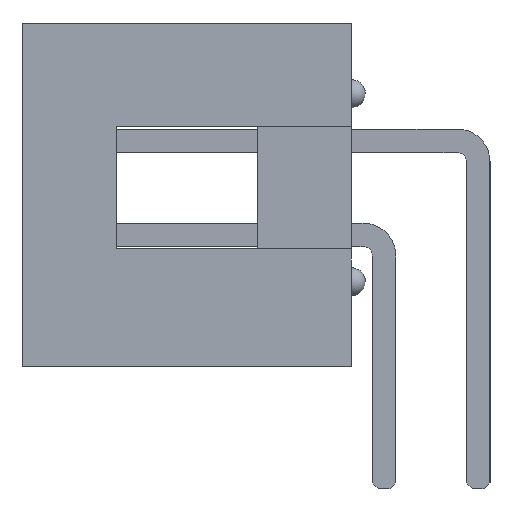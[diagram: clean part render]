
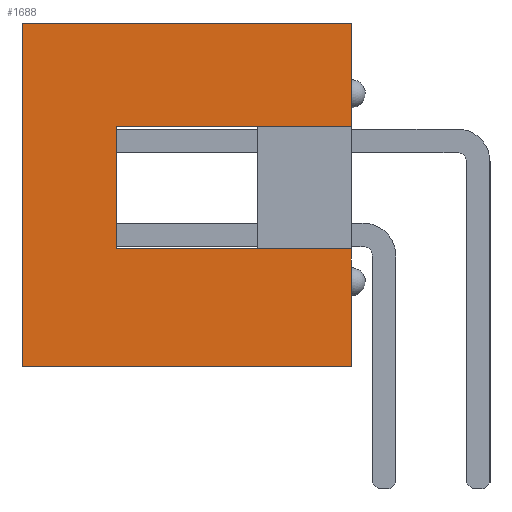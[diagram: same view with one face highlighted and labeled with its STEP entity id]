
A CAD part, left-side view. The second image highlights one B-rep face of the part: STEP entity #1688.
In plain terms, the highlighted planar face has unit normal (-1, 0, 0).
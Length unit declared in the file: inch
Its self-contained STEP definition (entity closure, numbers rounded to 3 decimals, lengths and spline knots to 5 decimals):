
#1688 = ADVANCED_FACE( '', ( #3565 ), #3566, .F. );
#3565 = FACE_OUTER_BOUND( '', #5633, .T. );
#3566 = PLANE( '', #5634 );
#5633 = EDGE_LOOP( '', ( #11173, #11174, #11175, #11176, #11177, #11178, #11179, #11180 ) );
#5634 = AXIS2_PLACEMENT_3D( '', #11181, #11182, #11183 );
#11173 = ORIENTED_EDGE( '', *, *, #15435, .F. );
#11174 = ORIENTED_EDGE( '', *, *, #13090, .F. );
#11175 = ORIENTED_EDGE( '', *, *, #14269, .F. );
#11176 = ORIENTED_EDGE( '', *, *, #14721, .F. );
#11177 = ORIENTED_EDGE( '', *, *, #15436, .T. );
#11178 = ORIENTED_EDGE( '', *, *, #15185, .T. );
#11179 = ORIENTED_EDGE( '', *, *, #14266, .F. );
#11180 = ORIENTED_EDGE( '', *, *, #15437, .F. );
#11181 = CARTESIAN_POINT( '', ( -1.075, 0., 0. ) );
#11182 = DIRECTION( '', ( 1., 0., 0. ) );
#11183 = DIRECTION( '', ( 0., 0., -1. ) );
#13090 = EDGE_CURVE( '', #15827, #15829, #15830, .T. );
#14266 = EDGE_CURVE( '', #17872, #17874, #17875, .T. );
#14269 = EDGE_CURVE( '', #17877, #15827, #17879, .T. );
#14721 = EDGE_CURVE( '', #18548, #17877, #18550, .T. );
#15185 = EDGE_CURVE( '', #19176, #17874, #19177, .T. );
#15435 = EDGE_CURVE( '', #15829, #19479, #19480, .T. );
#15436 = EDGE_CURVE( '', #18548, #19176, #19481, .T. );
#15437 = EDGE_CURVE( '', #19479, #17872, #19482, .T. );
#15827 = VERTEX_POINT( '', #19910 );
#15829 = VERTEX_POINT( '', #19913 );
#15830 = LINE( '', #19914, #19915 );
#17872 = VERTEX_POINT( '', #22882 );
#17874 = VERTEX_POINT( '', #22885 );
#17875 = LINE( '', #22886, #22887 );
#17877 = VERTEX_POINT( '', #22890 );
#17879 = LINE( '', #22893, #22894 );
#18548 = VERTEX_POINT( '', #23877 );
#18550 = LINE( '', #23880, #23881 );
#19176 = VERTEX_POINT( '', #24823 );
#19177 = LINE( '', #24824, #24825 );
#19479 = VERTEX_POINT( '', #25290 );
#19480 = LINE( '', #25291, #25292 );
#19481 = LINE( '', #25293, #25294 );
#19482 = LINE( '', #25295, #25296 );
#19910 = CARTESIAN_POINT( '', ( -1.075, 0., -0.19 ) );
#19913 = CARTESIAN_POINT( '', ( -1.075, 0.35, -0.19 ) );
#19914 = CARTESIAN_POINT( '', ( -1.075, 0., -0.19 ) );
#19915 = VECTOR( '', #25782, 39.37008 );
#22882 = CARTESIAN_POINT( '', ( -1.075, 0., 0.175 ) );
#22885 = CARTESIAN_POINT( '', ( -1.075, 0., 0.065 ) );
#22886 = CARTESIAN_POINT( '', ( -1.075, 0., 0.175 ) );
#22887 = VECTOR( '', #26946, 39.37008 );
#22890 = CARTESIAN_POINT( '', ( -1.075, 0., -0.065 ) );
#22893 = CARTESIAN_POINT( '', ( -1.075, 0., 0.175 ) );
#22894 = VECTOR( '', #26949, 39.37008 );
#23877 = CARTESIAN_POINT( '', ( -1.075, 0.25, -0.065 ) );
#23880 = CARTESIAN_POINT( '', ( -1.075, 0.25, -0.065 ) );
#23881 = VECTOR( '', #27346, 39.37008 );
#24823 = CARTESIAN_POINT( '', ( -1.075, 0.25, 0.065 ) );
#24824 = CARTESIAN_POINT( '', ( -1.075, 0.25, 0.065 ) );
#24825 = VECTOR( '', #27762, 39.37008 );
#25290 = CARTESIAN_POINT( '', ( -1.075, 0.35, 0.175 ) );
#25291 = CARTESIAN_POINT( '', ( -1.075, 0.35, -0.19 ) );
#25292 = VECTOR( '', #27959, 39.37008 );
#25293 = CARTESIAN_POINT( '', ( -1.075, 0.25, 0. ) );
#25294 = VECTOR( '', #27960, 39.37008 );
#25295 = CARTESIAN_POINT( '', ( -1.075, 0.35, 0.175 ) );
#25296 = VECTOR( '', #27961, 39.37008 );
#25782 = DIRECTION( '', ( 0., 1., 0. ) );
#26946 = DIRECTION( '', ( 0., 0., -1. ) );
#26949 = DIRECTION( '', ( 0., 0., -1. ) );
#27346 = DIRECTION( '', ( 0., -1., 0. ) );
#27762 = DIRECTION( '', ( 0., -1., 0. ) );
#27959 = DIRECTION( '', ( 0., 0., 1. ) );
#27960 = DIRECTION( '', ( 0., 0., 1. ) );
#27961 = DIRECTION( '', ( 0., -1., 0. ) );
